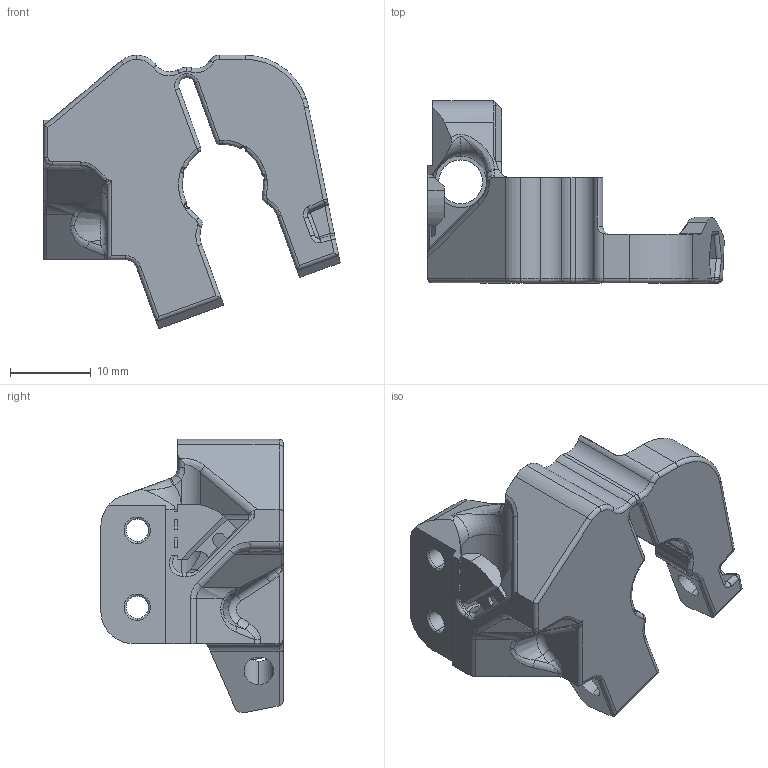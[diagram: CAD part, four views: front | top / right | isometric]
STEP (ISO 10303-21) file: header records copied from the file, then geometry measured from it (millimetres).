
FILE_DESCRIPTION (( 'STEP AP203' ), '1' );
FILE_NAME ('Z Endstop Bracket - Compact.STEP', '2015-02-09T16:36:59', ( '' ), ( '' ), 'SwSTEP 2.0', 'SolidWorks 2012', '' );
FILE_SCHEMA (( 'CONFIG_CONTROL_DESIGN' ));
Length unit declared in the file: millimetre
Products named in the file (1): Z Endstop Bracket - Compact
Bounding box: 36.57 x 22.5 x 33.77 mm (x, y, z)
Volume: 5844.8 mm3; surface area: 3985.4 mm2
Topology: 1 solids, 1 shells, 359 faces, 923 edges, 558 vertices
Faces by surface type: cylinder 156, plane 117, bspline 38, torus 34, sphere 8, cone 6
Entity records: 11723 total; most frequent: CARTESIAN_POINT 3376, ORIENTED_EDGE 1834, DIRECTION 1656, EDGE_CURVE 917, AXIS2_PLACEMENT_3D 597, VERTEX_POINT 558, VECTOR 462, LINE 462
